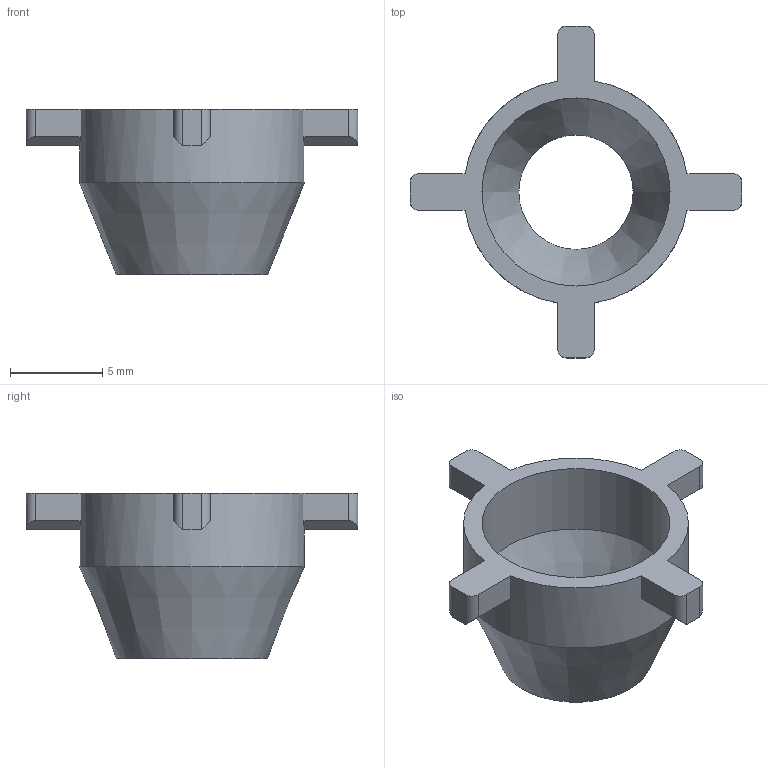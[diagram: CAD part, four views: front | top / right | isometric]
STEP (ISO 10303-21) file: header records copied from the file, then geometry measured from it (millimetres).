
FILE_DESCRIPTION(('STEP AP242'), '1');
FILE_NAME('itemNozzleP5', '', ('UNSPECIFIED'), ('UNSPECIFIED'), 'C3D Converter', 'C3D Toolkit', '');
FILE_SCHEMA(('AP242_MANAGED_MODEL_BASED_3D_ENGINEERING_MIM_LF { 1 0 10303 442 1 1 4 }'));
Length unit declared in the file: millimetre
Bounding box: 18 x 18 x 9 mm (x, y, z)
Volume: 328.4 mm3; surface area: 734.6 mm2
Topology: 1 solids, 1 shells, 38 faces, 98 edges, 62 vertices
Faces by surface type: plane 26, cylinder 10, cone 2
Full cylindrical faces by diameter (mm): 10.2 x1, 12.2 x1
Entity records: 1163 total; most frequent: CARTESIAN_POINT 243, ORIENTED_EDGE 188, DIRECTION 178, EDGE_CURVE 94, VERTEX_POINT 62, AXIS2_PLACEMENT_3D 61, LINE 56, VECTOR 56
